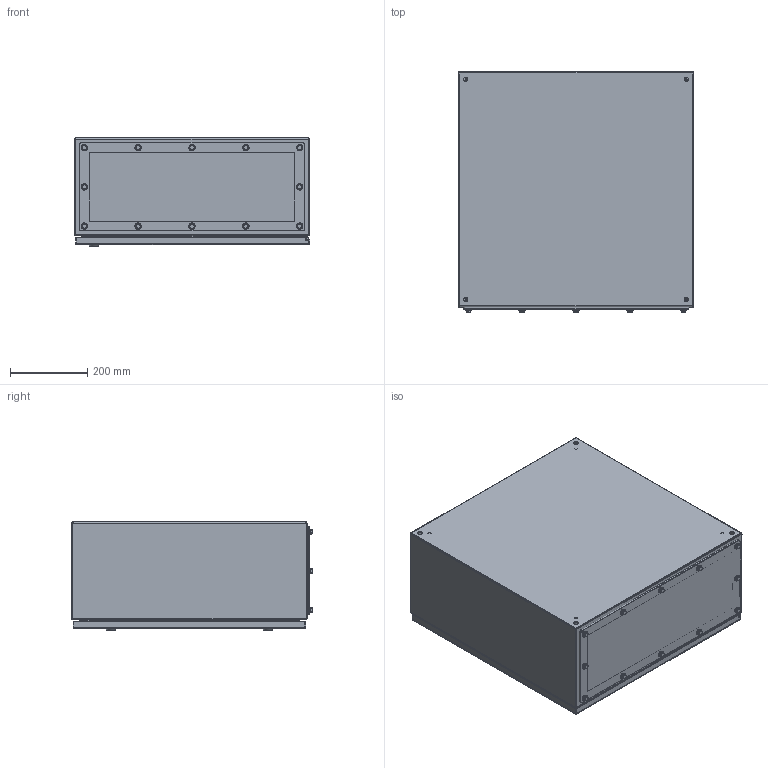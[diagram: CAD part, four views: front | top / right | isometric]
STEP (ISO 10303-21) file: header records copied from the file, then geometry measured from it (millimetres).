
FILE_DESCRIPTION (( 'STEP AP214' ), '1' );
FILE_NAME ('N412242410CGP.STEP', '2020-05-20T16:41:31', ( '' ), ( '' ), 'SwSTEP 2.0', 'SolidWorks 2019', '' );
FILE_SCHEMA (( 'AUTOMOTIVE_DESIGN' ));
Length unit declared in the file: inch
Products named in the file (1): N412242410CGP
Bounding box: 609.6 x 622.8 x 280.51 mm (x, y, z)
Volume: 3352359.1 mm3; surface area: 3295426 mm2
Topology: 95 solids, 95 shells, 2687 faces, 6286 edges, 3818 vertices
Faces by surface type: plane 1101, cylinder 810, cone 472, bspline 248, torus 56
Full cylindrical faces by diameter (mm): 2.362 x4, 3.317 x68, 3.5 x4, 3.962 x2, 4.064 x8, 4.166 x68, 4.25 x4, 4.572 x6, 4.775 x6, 5 x2, 5.359 x12, 5.969 x12, 6 x2, 6.35 x22, 6.502 x4, 6.985 x12, 7.137 x36, 7.366 x12, 8.128 x4, 8.382 x8, 8.56 x2, 8.89 x6, 9.144 x4, 9.9 x2, 10 x4, 10.2 x2, 11.05 x2, 11.112 x4, 11.125 x12, 12.8 x2
Entity records: 121693 total; most frequent: CARTESIAN_POINT 30622, DIRECTION 10904, ORIENTED_EDGE 10596, EDGE_CURVE 5298, AXIS2_PLACEMENT_3D 4296, EDGE_LOOP 3654, VERTEX_POINT 3530, FACE_OUTER_BOUND 3119
